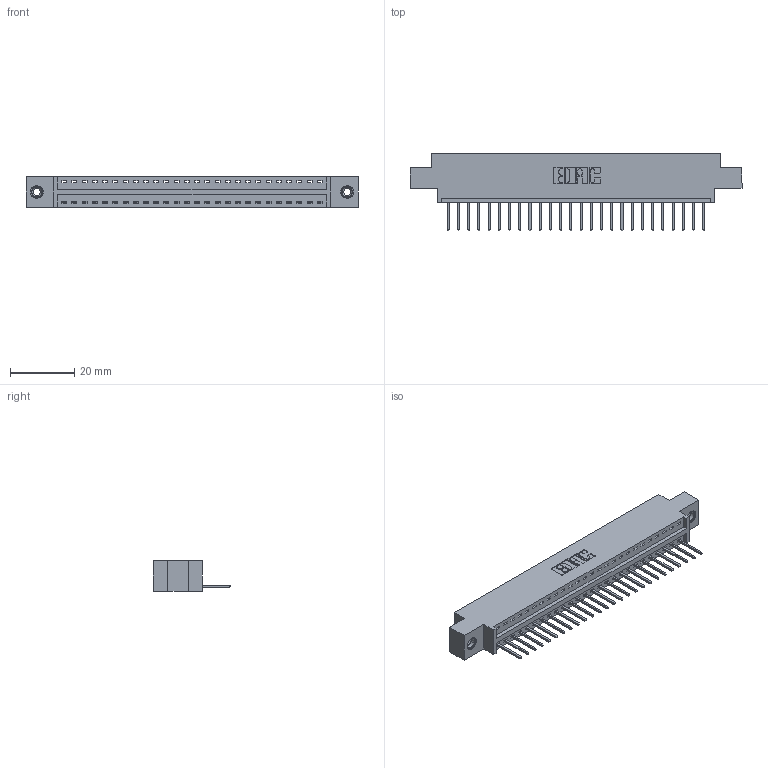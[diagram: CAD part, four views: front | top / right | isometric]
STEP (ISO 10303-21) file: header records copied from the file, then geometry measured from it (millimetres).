
FILE_DESCRIPTION (( 'STEP AP203' ), '1' );
FILE_NAME ('346-026-526-608.STEP', '2018-08-21T22:29:47', ( '' ), ( '' ), 'SwSTEP 2.0', 'SolidWorks 2016', '' );
FILE_SCHEMA (( 'CONFIG_CONTROL_DESIGN' ));
Length unit declared in the file: inch
Products named in the file (4): 346 Part_0.170 Offset - 0.156 Dia-TI; 345-292-001_345-293-126; 345-250-001_345-250-003-102; 346-026-526-608
Assembly tree (29 placements, depth 2):
  346-026-526-608
    346 Part_0.170 Offset - 0.156 Dia-TI
    345-292-001_345-293-126  x26
    345-250-001_345-250-003-102  x2
Bounding box: 103.12 x 24.13 x 9.4 mm (x, y, z)
Volume: 9579.2 mm3; surface area: 11956.9 mm2
Topology: 29 solids, 29 shells, 1694 faces, 5053 edges, 3326 vertices
Faces by surface type: plane 1152, cylinder 526, cone 12, torus 4
Entity records: 19626 total; most frequent: CARTESIAN_POINT 3353, ORIENTED_EDGE 3306, DIRECTION 3003, EDGE_CURVE 1653, LINE 1397, VECTOR 1397, VERTEX_POINT 1096, AXIS2_PLACEMENT_3D 803
